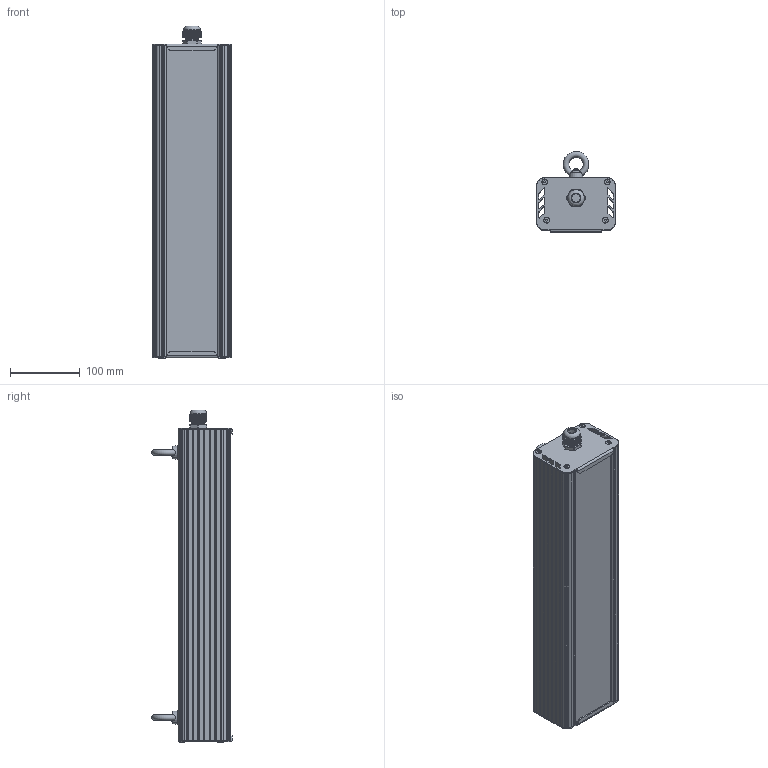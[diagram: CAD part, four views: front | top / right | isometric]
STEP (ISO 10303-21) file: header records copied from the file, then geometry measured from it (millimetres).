
FILE_DESCRIPTION(('STEP AP214'), '1');
FILE_NAME('001.0070.41.000 - ÃÑÏ-Ïðèìà-Îïòèê-60', '2023-09-24T11:12:54', (''), (''), 'C3D Converter', 'C3D Toolkit', '');
FILE_SCHEMA(('AUTOMOTIVE_DESIGN { 1 0 10303 214 3 1 1}'));
Length unit declared in the file: millimetre
Products named in the file (24): 001.0070.41.000; 001.0065.02.000
Assembly tree (49 placements, depth 4):
  001.0070.41.000
    (unnamed)
      (unnamed)
      (unnamed)
      (unnamed)  x4
      (unnamed)
      (unnamed)  x4
      (unnamed)
      (unnamed)
      (unnamed)
      (unnamed)  x6
        (unnamed)
        (unnamed)
        (unnamed)
        (unnamed)
        (unnamed)
        (unnamed)
        (unnamed)
        (unnamed)
        (unnamed)
        (unnamed)
    001.0065.02.000  x2
      (unnamed)
      (unnamed)
Bounding box: 112.19 x 115.39 x 476 mm (x, y, z)
Volume: 957510 mm3; surface area: 771815.9 mm2
Topology: 228 solids, 228 shells, 3631 faces, 8809 edges, 5944 vertices
Faces by surface type: plane 2433, cylinder 968, cone 100, bspline 100, sphere 18, torus 12
Full cylindrical faces by diameter (mm): 1 x18, 2 x12, 2.5 x24, 2.8 x150, 3.2 x18, 3.5 x36, 4 x8, 6 x2, 8 x8, 9 x78, 12 x1, 12.5 x1, 18.5 x3, 20 x1, 23.5 x1
Entity records: 93085 total; most frequent: CARTESIAN_POINT 34691, DIRECTION 8270, ORIENTED_EDGE 8266, EDGE_CURVE 4133, AXIS2_PLACEMENT_3D 2918, COLOUR_RGB 2897, PRESENTATION_STYLE_ASSIGNMENT 2897, VERTEX_POINT 2857
